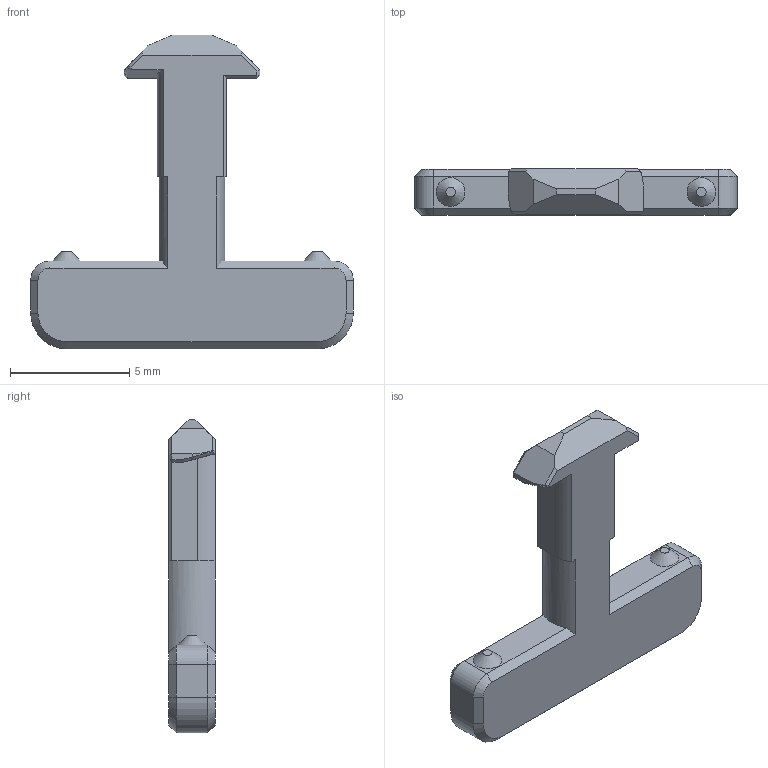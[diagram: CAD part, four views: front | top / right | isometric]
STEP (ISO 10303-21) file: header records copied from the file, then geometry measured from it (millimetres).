
FILE_DESCRIPTION(/* description */ (''),/* implementation_level */ '2;1');
FILE_NAME(/* name */ '1515 Key 4mm v5.step',/* time_stamp */ '2022-03-14T16:23:40-04:00',/* author */ (''),/* organization */ (''),/* preprocessor_version */ 'ST-DEVELOPER v18.1',/* originating_system */ 'Autodesk Translation Framework v10.13.0.1454',/* authorisation */ '');
FILE_SCHEMA (('AUTOMOTIVE_DESIGN { 1 0 10303 214 3 1 1 }'));
Length unit declared in the file: millimetre
Products named in the file (1): 1515 Key 4mm
Bounding box: 13.5 x 1.93 x 13.14 mm (x, y, z)
Volume: 143.9 mm3; surface area: 242.1 mm2
Topology: 1 solids, 1 shells, 80 faces, 196 edges, 120 vertices
Faces by surface type: plane 56, cylinder 10, cone 10, bspline 4
Entity records: 2449 total; most frequent: CARTESIAN_POINT 528, ORIENTED_EDGE 392, DIRECTION 387, EDGE_CURVE 196, LINE 151, VECTOR 151, VERTEX_POINT 120, AXIS2_PLACEMENT_3D 118
